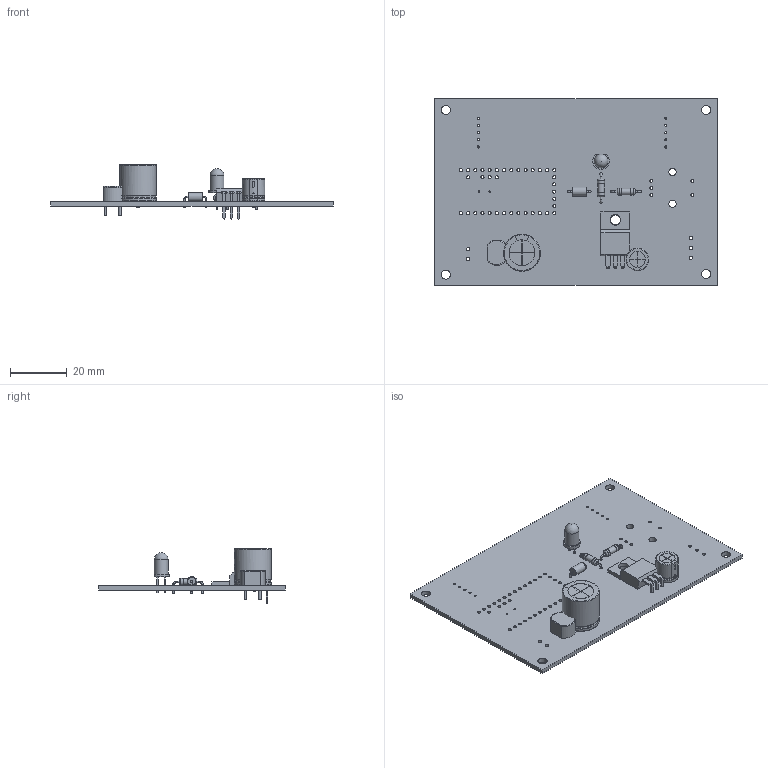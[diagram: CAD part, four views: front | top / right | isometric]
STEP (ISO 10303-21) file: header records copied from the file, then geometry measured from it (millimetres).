
FILE_DESCRIPTION(('KiCad electronic assembly'),'2;1');
FILE_NAME('Timer-PCB.step','2020-10-06T18:39:56',('An Author'),( 'A Company'),'Open CASCADE STEP processor 6.9', 'KiCad to STEP converter','Unknown');
FILE_SCHEMA(('AUTOMOTIVE_DESIGN { 1 0 10303 214 1 1 1 1 }'));
Length unit declared in the file: millimetre
Products named in the file (16): Open CASCADE STEP translator 6.9 1; C_Axial_L5.1mm_D3.1mm_P7.50mm_Horizontal_k; SOLID; CP_Radial_D13.0mm_P5.00mm_k; CP_Radial_D8.0mm_P3.50mm_k; Diode_Bridge_Round_D8.9mm_k; LED_D5.0mm_Clear_k; R_Axial_DIN0207_L6.3mm_D2.5mm_P10.16mm_Horizontal_k; TO-220-3_Horizontal_TabDown_k; COMPOUND
Assembly tree (16 placements, depth 3):
  Open CASCADE STEP translator 6.9 1
    C_Axial_L5.1mm_D3.1mm_P7.50mm_Horizontal_k
      SOLID
    CP_Radial_D13.0mm_P5.00mm_k
      SOLID
    CP_Radial_D8.0mm_P3.50mm_k
      SOLID
    Diode_Bridge_Round_D8.9mm_k
      SOLID
    LED_D5.0mm_Clear_k
      SOLID
    R_Axial_DIN0207_L6.3mm_D2.5mm_P10.16mm_Horizontal_k  x2
      SOLID
    TO-220-3_Horizontal_TabDown_k
      SOLID
    COMPOUND
Bounding box: 100 x 66 x 19.33 mm (x, y, z)
Volume: 13526.2 mm3; surface area: 16649.4 mm2
Topology: 9 solids, 11 shells, 355 faces, 882 edges, 574 vertices
Faces by surface type: plane 166, cylinder 148, bspline 14, revolution 13, torus 13, sphere 1
Full cylindrical faces by diameter (mm): 0.5 x8, 0.6 x8, 0.762 x10, 0.8 x12, 0.9 x4, 1 x9, 1.1 x40, 1.2 x7, 2.25 x2, 2.5 x4, 2.6 x2, 2.79 x2, 3.1 x1, 3.2 x4, 3.5 x1, 3.735 x1, 4.9 x1
Entity records: 29308 total; most frequent: CARTESIAN_POINT 10158, DIRECTION 3157, LINE 1748, VECTOR 1748, ORIENTED_EDGE 1708, PCURVE 1708, DEFINITIONAL_REPRESENTATION 1708, EDGE_CURVE 854
